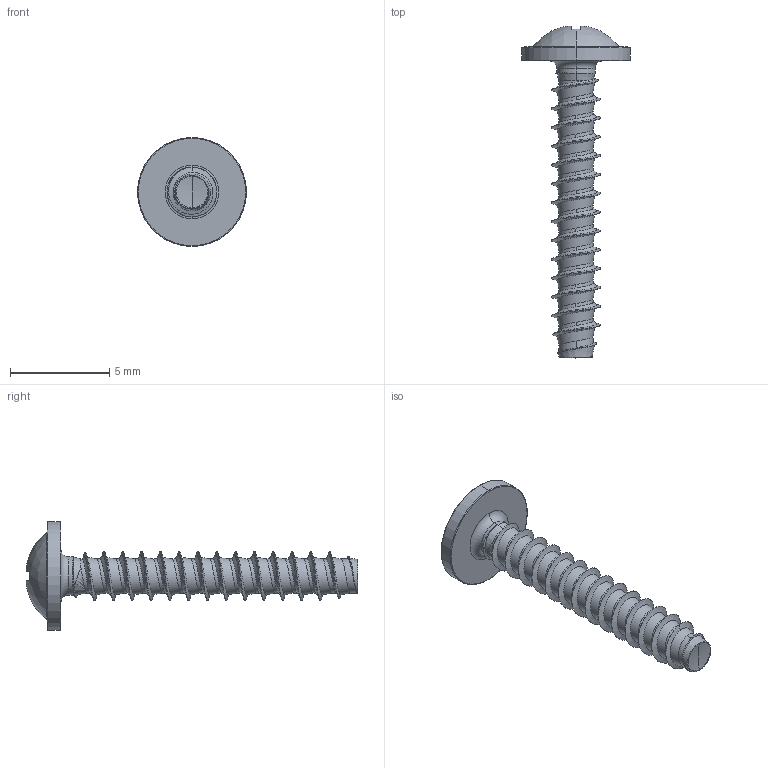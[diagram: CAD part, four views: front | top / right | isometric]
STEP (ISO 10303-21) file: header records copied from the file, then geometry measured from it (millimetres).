
FILE_DESCRIPTION (( 'STEP AP203' ), '1' );
FILE_NAME ('STP210250150.STEP', '2017-08-14T17:04:57', ( '' ), ( '' ), 'SwSTEP 2.0', 'SolidWorks 2015', '' );
FILE_SCHEMA (( 'CONFIG_CONTROL_DESIGN' ));
Length unit declared in the file: millimetre
Products named in the file (1): STP210250150
Bounding box: 5.5 x 16.76 x 5.5 mm (x, y, z)
Volume: 65.8 mm3; surface area: 202.3 mm2
Topology: 1 solids, 1 shells, 200 faces, 482 edges, 285 vertices
Faces by surface type: cylinder 56, bspline 55, plane 31, torus 30, sphere 20, cone 8
Entity records: 23542 total; most frequent: CARTESIAN_POINT 19350, ORIENTED_EDGE 960, DIRECTION 766, EDGE_CURVE 480, AXIS2_PLACEMENT_3D 333, VERTEX_POINT 285, EDGE_LOOP 203, ADVANCED_FACE 200
